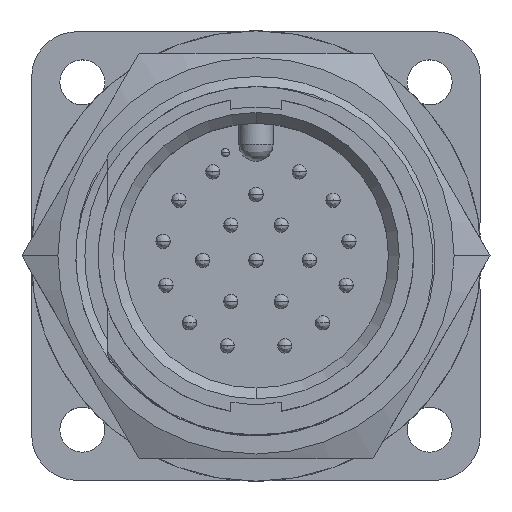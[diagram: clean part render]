
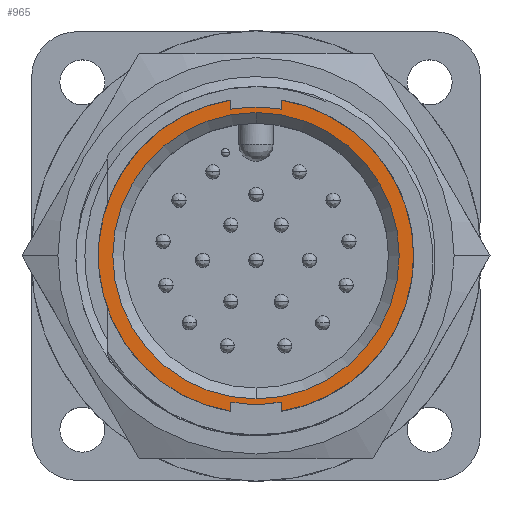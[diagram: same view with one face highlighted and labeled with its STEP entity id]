
A CAD part, top view. The second image highlights one B-rep face of the part: STEP entity #965.
In plain terms, the highlighted planar face has unit normal (0, 0, 1).
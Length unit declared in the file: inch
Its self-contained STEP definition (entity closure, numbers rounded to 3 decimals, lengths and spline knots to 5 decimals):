
#965 = ADVANCED_FACE ( 'NONE', ( #1810, #1813 ), #5288, .F. ) ;
#1148 = DIRECTION ( 'NONE',  ( 0., -1., 0. ) ) ;
#1174 = DIRECTION ( 'NONE',  ( 1., 0., 0. ) ) ;
#1175 = LINE ( 'NONE', #1176, #14825 ) ;
#1176 = CARTESIAN_POINT ( 'NONE',  ( -0.07, 0.4375, 0. ) ) ;
#1180 = CARTESIAN_POINT ( 'NONE',  ( 0., 0., 0. ) ) ;
#1188 = DIRECTION ( 'NONE',  ( 0., -1., 0. ) ) ;
#1192 = CARTESIAN_POINT ( 'NONE',  ( 0.07, 0.43186, 0. ) ) ;
#1215 = DIRECTION ( 'NONE',  ( 0., 0., -1. ) ) ;
#1240 = LINE ( 'NONE', #1192, #15051 ) ;
#1413 = VECTOR ( 'NONE', #7141, 39.37008 ) ;
#1655 = AXIS2_PLACEMENT_3D ( 'NONE', #15038, #15037, #15036 ) ;
#1810 = FACE_BOUND ( 'NONE', #5621, .T. ) ;
#1813 = FACE_OUTER_BOUND ( 'NONE', #5604, .T. ) ;
#1814 = AXIS2_PLACEMENT_3D ( 'NONE', #4940, #5146, #5164 ) ;
#2367 = VECTOR ( 'NONE', #6810, 39.37008 ) ;
#2773 = CARTESIAN_POINT ( 'NONE',  ( 0.07, -0.43186, 0. ) ) ;
#2875 = CARTESIAN_POINT ( 'NONE',  ( -0.07, 0.43186, 0. ) ) ;
#2883 = CARTESIAN_POINT ( 'NONE',  ( 0.4375, 0., 0. ) ) ;
#3019 = CARTESIAN_POINT ( 'NONE',  ( 0.07, 0.40652, 0. ) ) ;
#3342 = CARTESIAN_POINT ( 'NONE',  ( 0., -0.3975, 0. ) ) ;
#3354 = CARTESIAN_POINT ( 'NONE',  ( -0.07, -0.43186, 0. ) ) ;
#3485 = CARTESIAN_POINT ( 'NONE',  ( -0.07, -0.40652, 0. ) ) ;
#3504 = CARTESIAN_POINT ( 'NONE',  ( 0., 0.3975, 0. ) ) ;
#3515 = CARTESIAN_POINT ( 'NONE',  ( -0.07, 0.40652, 0. ) ) ;
#3555 = CARTESIAN_POINT ( 'NONE',  ( 0.07, 0.43186, 0. ) ) ;
#3586 = CARTESIAN_POINT ( 'NONE',  ( 0., 0., 0. ) ) ;
#3588 = DIRECTION ( 'NONE',  ( 0., -1., 0. ) ) ;
#3656 = DIRECTION ( 'NONE',  ( 0., 0., 1. ) ) ;
#3836 = CARTESIAN_POINT ( 'NONE',  ( 0.07, -0.40652, 0. ) ) ;
#4940 = CARTESIAN_POINT ( 'NONE',  ( 0., 0.4375, 0. ) ) ;
#5146 = DIRECTION ( 'NONE',  ( 0., 0., -1. ) ) ;
#5164 = DIRECTION ( 'NONE',  ( -1., 0., 0. ) ) ;
#5288 = PLANE ( 'NONE',  #1814 ) ;
#5604 = EDGE_LOOP ( 'NONE', ( #5887, #5956, #6004, #6257, #6152, #6125, #6120, #6144, #6198 ) ) ;
#5621 = EDGE_LOOP ( 'NONE', ( #5765, #5758 ) ) ;
#5758 = ORIENTED_EDGE ( 'NONE', *, *, #11472, .F. ) ;
#5765 = ORIENTED_EDGE ( 'NONE', *, *, #18957, .F. ) ;
#5887 = ORIENTED_EDGE ( 'NONE', *, *, #11387, .F. ) ;
#5956 = ORIENTED_EDGE ( 'NONE', *, *, #18948, .F. ) ;
#6004 = ORIENTED_EDGE ( 'NONE', *, *, #6556, .F. ) ;
#6120 = ORIENTED_EDGE ( 'NONE', *, *, #18954, .F. ) ;
#6125 = ORIENTED_EDGE ( 'NONE', *, *, #11344, .F. ) ;
#6144 = ORIENTED_EDGE ( 'NONE', *, *, #11389, .T. ) ;
#6152 = ORIENTED_EDGE ( 'NONE', *, *, #6619, .F. ) ;
#6198 = ORIENTED_EDGE ( 'NONE', *, *, #10996, .F. ) ;
#6257 = ORIENTED_EDGE ( 'NONE', *, *, #11386, .F. ) ;
#6556 = EDGE_CURVE ( 'NONE', #16966, #17243, #6812, .T. ) ;
#6619 = EDGE_CURVE ( 'NONE', #17274, #17132, #7158, .T. ) ;
#6810 = DIRECTION ( 'NONE',  ( 0., -1., 0. ) ) ;
#6811 = CARTESIAN_POINT ( 'NONE',  ( -0.07, 0.4375, 0. ) ) ;
#6812 = LINE ( 'NONE', #6811, #2367 ) ;
#7141 = DIRECTION ( 'NONE',  ( 0., 1., 0. ) ) ;
#7149 = CARTESIAN_POINT ( 'NONE',  ( 0.07, 0.4375, 0. ) ) ;
#7158 = LINE ( 'NONE', #7149, #1413 ) ;
#8706 = CIRCLE ( 'NONE', #14830, 0.4375 ) ;
#8720 = CIRCLE ( 'NONE', #15116, 0.4125 ) ;
#8774 = CIRCLE ( 'NONE', #14895, 0.3975 ) ;
#8854 = CIRCLE ( 'NONE', #14701, 0.4375 ) ;
#8856 = CIRCLE ( 'NONE', #14697, 0.4375 ) ;
#8857 = CIRCLE ( 'NONE', #14705, 0.3975 ) ;
#10996 = EDGE_CURVE ( 'NONE', #16896, #17251, #18241, .T. ) ;
#11344 = EDGE_CURVE ( 'NONE', #17437, #17274, #8706, .T. ) ;
#11386 = EDGE_CURVE ( 'NONE', #17132, #16966, #8720, .T. ) ;
#11387 = EDGE_CURVE ( 'NONE', #17427, #16896, #1175, .T. ) ;
#11389 = EDGE_CURVE ( 'NONE', #17021, #17251, #1240, .T. ) ;
#11472 = EDGE_CURVE ( 'NONE', #16978, #16816, #8774, .T. ) ;
#11709 = DIRECTION ( 'NONE',  ( 1., 0., 0. ) ) ;
#11710 = DIRECTION ( 'NONE',  ( 0., 0., -1. ) ) ;
#11714 = CARTESIAN_POINT ( 'NONE',  ( 0., 0., 0. ) ) ;
#13328 = CARTESIAN_POINT ( 'NONE',  ( 0., 0., 0. ) ) ;
#13332 = DIRECTION ( 'NONE',  ( 0., 0., -1. ) ) ;
#13333 = DIRECTION ( 'NONE',  ( 1., 0., 0. ) ) ;
#13391 = CARTESIAN_POINT ( 'NONE',  ( 0., 0., 0. ) ) ;
#13392 = DIRECTION ( 'NONE',  ( 0., 0., -1. ) ) ;
#13393 = DIRECTION ( 'NONE',  ( 1., 0., 0. ) ) ;
#13404 = CARTESIAN_POINT ( 'NONE',  ( 0., 0., 0. ) ) ;
#13408 = DIRECTION ( 'NONE',  ( 0., 0., 1. ) ) ;
#13409 = DIRECTION ( 'NONE',  ( 0., -1., 0. ) ) ;
#14697 = AXIS2_PLACEMENT_3D ( 'NONE', #13391, #13392, #13393 ) ;
#14701 = AXIS2_PLACEMENT_3D ( 'NONE', #13328, #13332, #13333 ) ;
#14705 = AXIS2_PLACEMENT_3D ( 'NONE', #13404, #13408, #13409 ) ;
#14825 = VECTOR ( 'NONE', #1148, 39.37008 ) ;
#14830 = AXIS2_PLACEMENT_3D ( 'NONE', #11714, #11710, #11709 ) ;
#14895 = AXIS2_PLACEMENT_3D ( 'NONE', #3586, #3656, #3588 ) ;
#15036 = DIRECTION ( 'NONE',  ( 1., 0., 0. ) ) ;
#15037 = DIRECTION ( 'NONE',  ( 0., 0., -1. ) ) ;
#15038 = CARTESIAN_POINT ( 'NONE',  ( 0., 0., 0. ) ) ;
#15051 = VECTOR ( 'NONE', #1188, 39.37008 ) ;
#15116 = AXIS2_PLACEMENT_3D ( 'NONE', #1180, #1215, #1174 ) ;
#16816 = VERTEX_POINT ( 'NONE', #3342 ) ;
#16896 = VERTEX_POINT ( 'NONE', #3515 ) ;
#16966 = VERTEX_POINT ( 'NONE', #3485 ) ;
#16978 = VERTEX_POINT ( 'NONE', #3504 ) ;
#17021 = VERTEX_POINT ( 'NONE', #3555 ) ;
#17132 = VERTEX_POINT ( 'NONE', #3836 ) ;
#17243 = VERTEX_POINT ( 'NONE', #3354 ) ;
#17251 = VERTEX_POINT ( 'NONE', #3019 ) ;
#17274 = VERTEX_POINT ( 'NONE', #2773 ) ;
#17427 = VERTEX_POINT ( 'NONE', #2875 ) ;
#17437 = VERTEX_POINT ( 'NONE', #2883 ) ;
#18241 = CIRCLE ( 'NONE', #1655, 0.4125 ) ;
#18948 = EDGE_CURVE ( 'NONE', #17243, #17427, #8854, .T. ) ;
#18954 = EDGE_CURVE ( 'NONE', #17021, #17437, #8856, .T. ) ;
#18957 = EDGE_CURVE ( 'NONE', #16816, #16978, #8857, .T. ) ;
